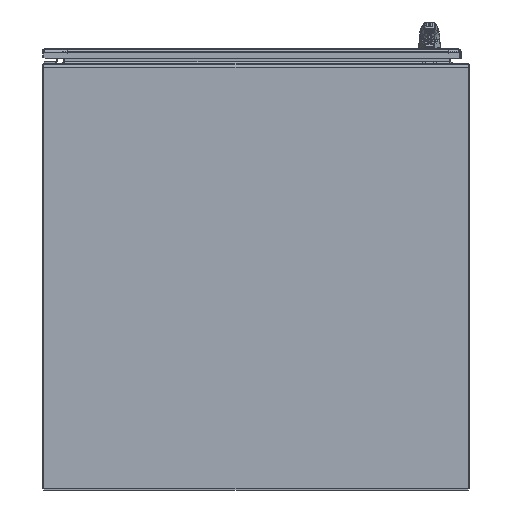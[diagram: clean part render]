
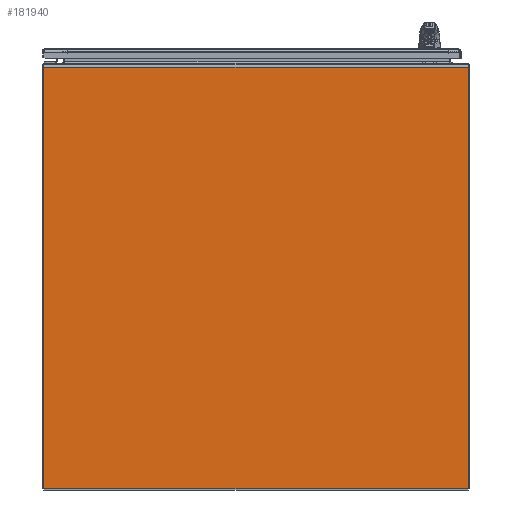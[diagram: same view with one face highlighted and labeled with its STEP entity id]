
A CAD part, front view. The second image highlights one B-rep face of the part: STEP entity #181940.
In plain terms, the highlighted planar face has unit normal (0, -1, 0).
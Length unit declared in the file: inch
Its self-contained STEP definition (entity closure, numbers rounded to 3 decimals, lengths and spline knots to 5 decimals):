
#7002 = LINE ( 'NONE', #101231, #228899 ) ;
#9398 = DIRECTION ( 'NONE',  ( 0., 0., -1. ) ) ;
#17854 = LINE ( 'NONE', #151784, #136034 ) ;
#26767 = DIRECTION ( 'NONE',  ( 0., -1., 0. ) ) ;
#27946 = DIRECTION ( 'NONE',  ( 0., 0., 1. ) ) ;
#28842 = EDGE_CURVE ( 'NONE', #214699, #103953, #147039, .T. ) ;
#31239 = CARTESIAN_POINT ( 'NONE',  ( -17.9585, -36.0625, 26.2405 ) ) ;
#40060 = LINE ( 'NONE', #60550, #188329 ) ;
#59352 = DIRECTION ( 'NONE',  ( 1., 0., 0. ) ) ;
#60544 = ORIENTED_EDGE ( 'NONE', *, *, #28842, .T. ) ;
#60550 = CARTESIAN_POINT ( 'NONE',  ( 0., -36.0625, -9.4265 ) ) ;
#85594 = CARTESIAN_POINT ( 'NONE',  ( 17.9585, -36.0625, -9.4265 ) ) ;
#92467 = VERTEX_POINT ( 'NONE', #142458 ) ;
#99117 = EDGE_CURVE ( 'NONE', #191287, #92467, #7002, .T. ) ;
#101231 = CARTESIAN_POINT ( 'NONE',  ( -17.9585, -36.0625, 8.532 ) ) ;
#103066 = ORIENTED_EDGE ( 'NONE', *, *, #159128, .T. ) ;
#103953 = VERTEX_POINT ( 'NONE', #106031 ) ;
#106031 = CARTESIAN_POINT ( 'NONE',  ( 17.9585, -36.0625, 26.2405 ) ) ;
#108091 = AXIS2_PLACEMENT_3D ( 'NONE', #213784, #26767, #27946 ) ;
#114507 = CARTESIAN_POINT ( 'NONE',  ( 17.9585, -36.0625, 8.532 ) ) ;
#136034 = VECTOR ( 'NONE', #165093, 39.37008 ) ;
#140754 = EDGE_LOOP ( 'NONE', ( #103066, #60544, #227279, #180126 ) ) ;
#142458 = CARTESIAN_POINT ( 'NONE',  ( -17.9585, -36.0625, -9.4265 ) ) ;
#147039 = LINE ( 'NONE', #114507, #221428 ) ;
#151784 = CARTESIAN_POINT ( 'NONE',  ( 0., -36.0625, 26.2405 ) ) ;
#159128 = EDGE_CURVE ( 'NONE', #92467, #214699, #40060, .T. ) ;
#165093 = DIRECTION ( 'NONE',  ( -1., 0., 0. ) ) ;
#180126 = ORIENTED_EDGE ( 'NONE', *, *, #99117, .T. ) ;
#181940 = ADVANCED_FACE ( 'NONE', ( #190996 ), #193301, .T. ) ;
#188079 = DIRECTION ( 'NONE',  ( 0., 0., 1. ) ) ;
#188329 = VECTOR ( 'NONE', #59352, 39.37008 ) ;
#190996 = FACE_OUTER_BOUND ( 'NONE', #140754, .T. ) ;
#191287 = VERTEX_POINT ( 'NONE', #31239 ) ;
#193301 = PLANE ( 'NONE',  #108091 ) ;
#206218 = EDGE_CURVE ( 'NONE', #103953, #191287, #17854, .T. ) ;
#213784 = CARTESIAN_POINT ( 'NONE',  ( 0., -36.0625, 8.532 ) ) ;
#214699 = VERTEX_POINT ( 'NONE', #85594 ) ;
#221428 = VECTOR ( 'NONE', #188079, 39.37008 ) ;
#227279 = ORIENTED_EDGE ( 'NONE', *, *, #206218, .T. ) ;
#228899 = VECTOR ( 'NONE', #9398, 39.37008 ) ;
